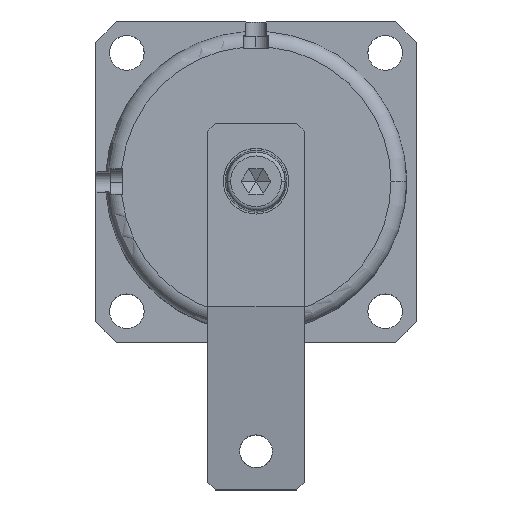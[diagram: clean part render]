
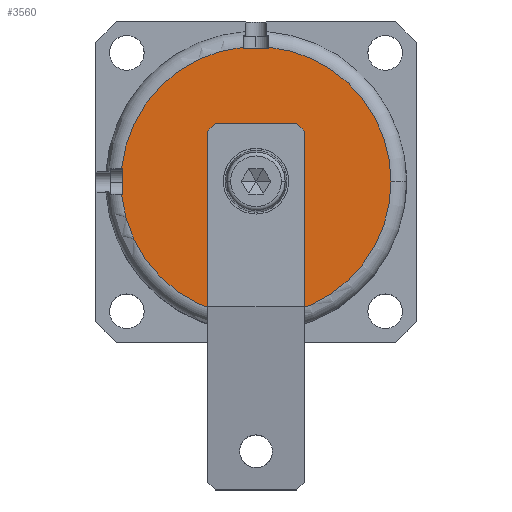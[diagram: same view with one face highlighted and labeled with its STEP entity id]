
A CAD part, top view. The second image highlights one B-rep face of the part: STEP entity #3560.
In plain terms, the highlighted planar face has unit normal (0, 0, 1).
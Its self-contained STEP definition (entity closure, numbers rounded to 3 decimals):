
#69 = DIRECTION ( 'NONE',  ( -1., 0., 0. ) ) ;
#71 = DIRECTION ( 'NONE',  ( 0., -1., 0. ) ) ;
#73 = DIRECTION ( 'NONE',  ( 1., 0., 0. ) ) ;
#74 = CARTESIAN_POINT ( 'NONE',  ( -34.5, 3.3, 95. ) ) ;
#80 = CARTESIAN_POINT ( 'NONE',  ( 3.3, 34.5, 95. ) ) ;
#81 = CARTESIAN_POINT ( 'NONE',  ( -3.3, 34.5, 95. ) ) ;
#88 = DIRECTION ( 'NONE',  ( 0., 1., 0. ) ) ;
#100 = CARTESIAN_POINT ( 'NONE',  ( 3.3, 34.5, 95. ) ) ;
#233 = EDGE_CURVE ( 'NONE', #6910, #6842, #3877, .T. ) ;
#326 = EDGE_CURVE ( 'NONE', #1545, #1548, #3825, .T. ) ;
#327 = EDGE_CURVE ( 'NONE', #1550, #1545, #3826, .T. ) ;
#328 = EDGE_CURVE ( 'NONE', #6895, #1550, #3824, .T. ) ;
#329 = EDGE_CURVE ( 'NONE', #1551, #6906, #3822, .T. ) ;
#707 = DIRECTION ( 'NONE',  ( 0., 1., 0. ) ) ;
#734 = CARTESIAN_POINT ( 'NONE',  ( -34.5, -3.3, 95. ) ) ;
#744 = CARTESIAN_POINT ( 'NONE',  ( -34.5, 3.3, 95. ) ) ;
#772 = DIRECTION ( 'NONE',  ( 1., 0., 0. ) ) ;
#773 = DIRECTION ( 'NONE',  ( 0., 0., 1. ) ) ;
#774 = CARTESIAN_POINT ( 'NONE',  ( 0., 0., 95. ) ) ;
#779 = DIRECTION ( 'NONE',  ( 1., 0., 0. ) ) ;
#781 = DIRECTION ( 'NONE',  ( 0., 0., 1. ) ) ;
#784 = CARTESIAN_POINT ( 'NONE',  ( 0., 0., 95. ) ) ;
#787 = DIRECTION ( 'NONE',  ( 0., 1., 0. ) ) ;
#789 = CARTESIAN_POINT ( 'NONE',  ( 3.3, -34.5, 95. ) ) ;
#790 = DIRECTION ( 'NONE',  ( -1., 0., 0. ) ) ;
#791 = CARTESIAN_POINT ( 'NONE',  ( -3.3, -34.5, 95. ) ) ;
#792 = DIRECTION ( 'NONE',  ( 0., -1., 0. ) ) ;
#794 = CARTESIAN_POINT ( 'NONE',  ( -3.3, -34.5, 95. ) ) ;
#795 = DIRECTION ( 'NONE',  ( 1., 0., 0. ) ) ;
#922 = EDGE_CURVE ( 'NONE', #6895, #6906, #3109, .T. ) ;
#992 = ORIENTED_EDGE ( 'NONE', *, *, #326, .F. ) ;
#993 = ORIENTED_EDGE ( 'NONE', *, *, #327, .F. ) ;
#994 = ORIENTED_EDGE ( 'NONE', *, *, #328, .F. ) ;
#995 = ORIENTED_EDGE ( 'NONE', *, *, #922, .T. ) ;
#996 = ORIENTED_EDGE ( 'NONE', *, *, #329, .F. ) ;
#997 = ORIENTED_EDGE ( 'NONE', *, *, #3482, .F. ) ;
#998 = ORIENTED_EDGE ( 'NONE', *, *, #3483, .F. ) ;
#999 = ORIENTED_EDGE ( 'NONE', *, *, #233, .T. ) ;
#1000 = ORIENTED_EDGE ( 'NONE', *, *, #3484, .F. ) ;
#1001 = ORIENTED_EDGE ( 'NONE', *, *, #3485, .F. ) ;
#1002 = ORIENTED_EDGE ( 'NONE', *, *, #3486, .F. ) ;
#1003 = ORIENTED_EDGE ( 'NONE', *, *, #6739, .T. ) ;
#1004 = ORIENTED_EDGE ( 'NONE', *, *, #3487, .T. ) ;
#1005 = ORIENTED_EDGE ( 'NONE', *, *, #3488, .F. ) ;
#1006 = ORIENTED_EDGE ( 'NONE', *, *, #6735, .F. ) ;
#1545 = VERTEX_POINT ( 'NONE', #2895 ) ;
#1548 = VERTEX_POINT ( 'NONE', #2892 ) ;
#1549 = VERTEX_POINT ( 'NONE', #2891 ) ;
#1550 = VERTEX_POINT ( 'NONE', #2889 ) ;
#1551 = VERTEX_POINT ( 'NONE', #2888 ) ;
#1553 = VERTEX_POINT ( 'NONE', #2886 ) ;
#1555 = VERTEX_POINT ( 'NONE', #2884 ) ;
#1754 = DIRECTION ( 'NONE',  ( 1., 0., 0. ) ) ;
#1755 = DIRECTION ( 'NONE',  ( 0., 0., 1. ) ) ;
#1757 = CARTESIAN_POINT ( 'NONE',  ( 0., 0., 95. ) ) ;
#1783 = DIRECTION ( 'NONE',  ( 0., 0., 1. ) ) ;
#1787 = DIRECTION ( 'NONE',  ( 1., 0., 0. ) ) ;
#1788 = CARTESIAN_POINT ( 'NONE',  ( 0., 0., 95. ) ) ;
#2144 = FACE_OUTER_BOUND ( 'NONE', #5040, .T. ) ;
#2198 = FACE_BOUND ( 'NONE', #5259, .T. ) ;
#2608 = CARTESIAN_POINT ( 'NONE',  ( -10., 0., 95. ) ) ;
#2611 = CARTESIAN_POINT ( 'NONE',  ( 10., 0., 95. ) ) ;
#2613 = CARTESIAN_POINT ( 'NONE',  ( 3.3, -34.844, 95. ) ) ;
#2614 = CARTESIAN_POINT ( 'NONE',  ( 35., 0., 95. ) ) ;
#2621 = CARTESIAN_POINT ( 'NONE',  ( -3.3, -34.844, 95. ) ) ;
#2674 = CARTESIAN_POINT ( 'NONE',  ( -3.3, 34.844, 95. ) ) ;
#2685 = CARTESIAN_POINT ( 'NONE',  ( -34.844, 3.3, 95. ) ) ;
#2689 = CARTESIAN_POINT ( 'NONE',  ( -34.844, -3.3, 95. ) ) ;
#2884 = CARTESIAN_POINT ( 'NONE',  ( 3.3, -34.5, 95. ) ) ;
#2886 = CARTESIAN_POINT ( 'NONE',  ( -34.5, -3.3, 95. ) ) ;
#2888 = CARTESIAN_POINT ( 'NONE',  ( -34.5, 3.3, 95. ) ) ;
#2889 = CARTESIAN_POINT ( 'NONE',  ( -3.3, 34.5, 95. ) ) ;
#2891 = CARTESIAN_POINT ( 'NONE',  ( -3.3, -34.5, 95. ) ) ;
#2892 = CARTESIAN_POINT ( 'NONE',  ( 3.3, 34.844, 95. ) ) ;
#2895 = CARTESIAN_POINT ( 'NONE',  ( 3.3, 34.5, 95. ) ) ;
#3006 = CIRCLE ( 'NONE', #5109, 10. ) ;
#3007 = VECTOR ( 'NONE', #787, 1000. ) ;
#3009 = VECTOR ( 'NONE', #790, 1000. ) ;
#3010 = LINE ( 'NONE', #789, #3007 ) ;
#3011 = VECTOR ( 'NONE', #792, 1000. ) ;
#3012 = LINE ( 'NONE', #791, #3009 ) ;
#3013 = VECTOR ( 'NONE', #795, 1000. ) ;
#3014 = LINE ( 'NONE', #794, #3011 ) ;
#3015 = VECTOR ( 'NONE', #707, 1000. ) ;
#3016 = LINE ( 'NONE', #734, #3013 ) ;
#3017 = CIRCLE ( 'NONE', #5107, 35. ) ;
#3019 = LINE ( 'NONE', #744, #3015 ) ;
#3109 = CIRCLE ( 'NONE', #5037, 35. ) ;
#3456 = CIRCLE ( 'NONE', #5435, 10. ) ;
#3457 = CIRCLE ( 'NONE', #5438, 35. ) ;
#3482 = EDGE_CURVE ( 'NONE', #1553, #1551, #3019, .T. ) ;
#3483 = EDGE_CURVE ( 'NONE', #6910, #1553, #3016, .T. ) ;
#3484 = EDGE_CURVE ( 'NONE', #1549, #6842, #3014, .T. ) ;
#3485 = EDGE_CURVE ( 'NONE', #1555, #1549, #3012, .T. ) ;
#3486 = EDGE_CURVE ( 'NONE', #6834, #1555, #3010, .T. ) ;
#3487 = EDGE_CURVE ( 'NONE', #6835, #1548, #3017, .T. ) ;
#3488 = EDGE_CURVE ( 'NONE', #6832, #6829, #3006, .T. ) ;
#3560 = ADVANCED_FACE ( 'NONE', ( #2144, #2198 ), #6562, .T. ) ;
#3817 = VECTOR ( 'NONE', #69, 1000. ) ;
#3819 = VECTOR ( 'NONE', #71, 1000. ) ;
#3821 = VECTOR ( 'NONE', #73, 1000. ) ;
#3822 = LINE ( 'NONE', #74, #3817 ) ;
#3823 = VECTOR ( 'NONE', #88, 1000. ) ;
#3824 = LINE ( 'NONE', #81, #3819 ) ;
#3825 = LINE ( 'NONE', #100, #3823 ) ;
#3826 = LINE ( 'NONE', #80, #3821 ) ;
#3877 = CIRCLE ( 'NONE', #5899, 35. ) ;
#5037 = AXIS2_PLACEMENT_3D ( 'NONE', #6100, #6099, #6097 ) ;
#5040 = EDGE_LOOP ( 'NONE', ( #992, #993, #994, #995, #996, #997, #998, #999, #1000, #1001, #1002, #1003, #1004 ) ) ;
#5107 = AXIS2_PLACEMENT_3D ( 'NONE', #784, #781, #779 ) ;
#5109 = AXIS2_PLACEMENT_3D ( 'NONE', #774, #773, #772 ) ;
#5161 = AXIS2_PLACEMENT_3D ( 'NONE', #6570, #6555, #6549 ) ;
#5259 = EDGE_LOOP ( 'NONE', ( #1005, #1006 ) ) ;
#5435 = AXIS2_PLACEMENT_3D ( 'NONE', #1788, #1783, #1787 ) ;
#5438 = AXIS2_PLACEMENT_3D ( 'NONE', #1757, #1755, #1754 ) ;
#5804 = CARTESIAN_POINT ( 'NONE',  ( 0., 0., 95. ) ) ;
#5835 = DIRECTION ( 'NONE',  ( 0., 0., 1. ) ) ;
#5882 = DIRECTION ( 'NONE',  ( 1., 0., 0. ) ) ;
#5899 = AXIS2_PLACEMENT_3D ( 'NONE', #5804, #5835, #5882 ) ;
#6097 = DIRECTION ( 'NONE',  ( 1., 0., 0. ) ) ;
#6099 = DIRECTION ( 'NONE',  ( 0., 0., 1. ) ) ;
#6100 = CARTESIAN_POINT ( 'NONE',  ( 0., 0., 95. ) ) ;
#6549 = DIRECTION ( 'NONE',  ( 1., 0., 0. ) ) ;
#6555 = DIRECTION ( 'NONE',  ( 0., 0., 1. ) ) ;
#6562 = PLANE ( 'NONE',  #5161 ) ;
#6570 = CARTESIAN_POINT ( 'NONE',  ( 0., 0., 95. ) ) ;
#6735 = EDGE_CURVE ( 'NONE', #6829, #6832, #3456, .T. ) ;
#6739 = EDGE_CURVE ( 'NONE', #6834, #6835, #3457, .T. ) ;
#6829 = VERTEX_POINT ( 'NONE', #2608 ) ;
#6832 = VERTEX_POINT ( 'NONE', #2611 ) ;
#6834 = VERTEX_POINT ( 'NONE', #2613 ) ;
#6835 = VERTEX_POINT ( 'NONE', #2614 ) ;
#6842 = VERTEX_POINT ( 'NONE', #2621 ) ;
#6895 = VERTEX_POINT ( 'NONE', #2674 ) ;
#6906 = VERTEX_POINT ( 'NONE', #2685 ) ;
#6910 = VERTEX_POINT ( 'NONE', #2689 ) ;
